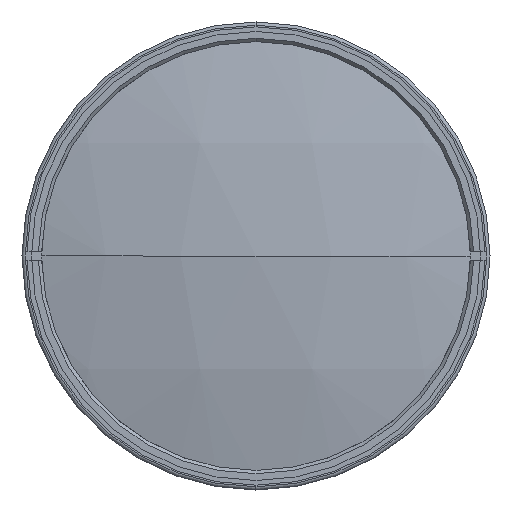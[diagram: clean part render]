
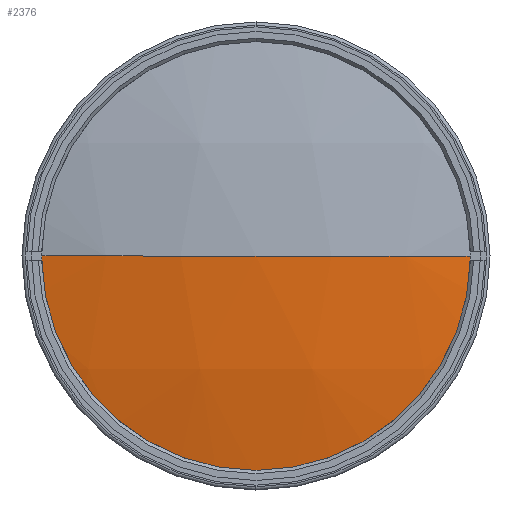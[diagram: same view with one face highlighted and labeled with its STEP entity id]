
A CAD part, left-side view. The second image highlights one B-rep face of the part: STEP entity #2376.
In plain terms, the highlighted spherical face has radius 300.64 mm.
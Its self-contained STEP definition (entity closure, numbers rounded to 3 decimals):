
#687 = EDGE_CURVE ( 'NONE', #3735, #3736, #5482, .T. ) ;
#761 = EDGE_CURVE ( 'NONE', #3735, #3737, #12837, .T. ) ;
#1492 = EDGE_CURVE ( 'NONE', #3737, #3736, #2955, .T. ) ;
#2376 = ADVANCED_FACE ( 'NONE', ( #12672 ), #12675, .T. ) ;
#2953 = AXIS2_PLACEMENT_3D ( 'NONE', #12171, #12172, #12173 ) ;
#2955 = CIRCLE ( 'NONE', #2953, 300.64 ) ;
#3475 = ORIENTED_EDGE ( 'NONE', *, *, #1492, .T. ) ;
#3476 = ORIENTED_EDGE ( 'NONE', *, *, #761, .T. ) ;
#3735 = VERTEX_POINT ( 'NONE', #12418 ) ;
#3736 = VERTEX_POINT ( 'NONE', #12419 ) ;
#3737 = VERTEX_POINT ( 'NONE', #12420 ) ;
#4454 = DIRECTION ( 'NONE',  ( 0., 0., 1. ) ) ;
#4456 = DIRECTION ( 'NONE',  ( -1., 0., 0. ) ) ;
#4457 = CARTESIAN_POINT ( 'NONE',  ( -345.198, 0., 0. ) ) ;
#4665 = DIRECTION ( 'NONE',  ( 0., -1., 0. ) ) ;
#4666 = DIRECTION ( 'NONE',  ( 0., 0., 1. ) ) ;
#4669 = CARTESIAN_POINT ( 'NONE',  ( -52.466, 0., 0. ) ) ;
#5482 = CIRCLE ( 'NONE', #5486, 300.64 ) ;
#5486 = AXIS2_PLACEMENT_3D ( 'NONE', #4669, #4666, #4665 ) ;
#6921 = ORIENTED_EDGE ( 'NONE', *, *, #687, .F. ) ;
#7976 = CARTESIAN_POINT ( 'NONE',  ( -52.466, 0., 0. ) ) ;
#7977 = DIRECTION ( 'NONE',  ( 0., 0., -1. ) ) ;
#7978 = DIRECTION ( 'NONE',  ( 0., 1., 0. ) ) ;
#8493 = AXIS2_PLACEMENT_3D ( 'NONE', #7976, #7977, #7978 ) ;
#11458 = EDGE_LOOP ( 'NONE', ( #3476, #3475, #6921 ) ) ;
#12171 = CARTESIAN_POINT ( 'NONE',  ( -52.466, 0., 0. ) ) ;
#12172 = DIRECTION ( 'NONE',  ( 0., 0., -1. ) ) ;
#12173 = DIRECTION ( 'NONE',  ( 0., 1., 0. ) ) ;
#12418 = CARTESIAN_POINT ( 'NONE',  ( -345.198, 68.5, 0. ) ) ;
#12419 = CARTESIAN_POINT ( 'NONE',  ( -353.106, 0., 0. ) ) ;
#12420 = CARTESIAN_POINT ( 'NONE',  ( -345.198, -68.5, 0. ) ) ;
#12672 = FACE_OUTER_BOUND ( 'NONE', #11458, .T. ) ;
#12675 = SPHERICAL_SURFACE ( 'NONE', #8493, 300.64 ) ;
#12837 = CIRCLE ( 'NONE', #12844, 68.5 ) ;
#12844 = AXIS2_PLACEMENT_3D ( 'NONE', #4457, #4456, #4454 ) ;
